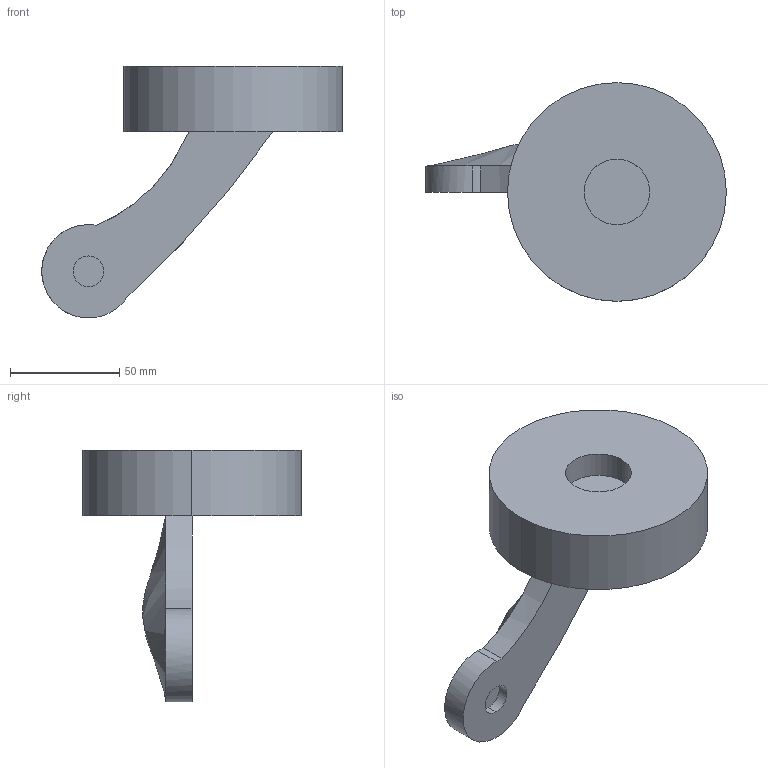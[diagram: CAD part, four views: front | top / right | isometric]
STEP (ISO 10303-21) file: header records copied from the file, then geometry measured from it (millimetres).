
FILE_DESCRIPTION (( 'STEP AP203' ), '1' );
FILE_NAME ('middle_My_Default_sldprt.STEP', '2023-12-12T13:30:19', ( '' ), ( '' ), 'SwSTEP 2.0', 'SolidWorks 2023', '' );
FILE_SCHEMA (( 'CONFIG_CONTROL_DESIGN' ));
Length unit declared in the file: millimetre
Products named in the file (1): middle_My_Default_sldprt
Bounding box: 137.39 x 100 x 115.15 mm (x, y, z)
Volume: 280852.3 mm3; surface area: 36675.2 mm2
Topology: 1 solids, 1 shells, 17 faces, 36 edges, 24 vertices
Faces by surface type: cylinder 9, plane 5, bspline 3
Entity records: 1228 total; most frequent: CARTESIAN_POINT 789, DIRECTION 73, ORIENTED_EDGE 72, EDGE_CURVE 36, AXIS2_PLACEMENT_3D 30, VERTEX_POINT 24, EDGE_LOOP 20, ADVANCED_FACE 17
